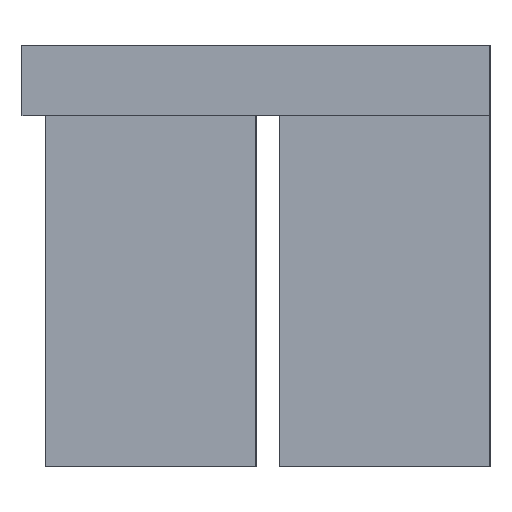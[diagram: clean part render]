
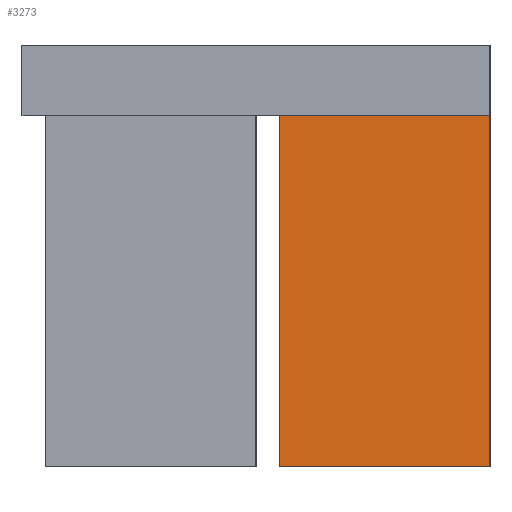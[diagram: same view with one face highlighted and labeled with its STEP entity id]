
A CAD part, left-side view. The second image highlights one B-rep face of the part: STEP entity #3273.
In plain terms, the highlighted planar face has unit normal (-1, 0, 0).
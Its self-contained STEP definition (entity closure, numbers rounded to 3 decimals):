
#180=PLANE('',#3535);
#317=FACE_OUTER_BOUND('',#500,.T.);
#500=EDGE_LOOP('',(#2376,#2377,#2378,#2379));
#795=LINE('',#4784,#1152);
#796=LINE('',#4787,#1153);
#797=LINE('',#4789,#1154);
#798=LINE('',#4790,#1155);
#1152=VECTOR('',#3865,10.);
#1153=VECTOR('',#3868,10.);
#1154=VECTOR('',#3869,10.);
#1155=VECTOR('',#3870,10.);
#1594=VERTEX_POINT('',#4778);
#1596=VERTEX_POINT('',#4782);
#1597=VERTEX_POINT('',#4786);
#1598=VERTEX_POINT('',#4788);
#1903=EDGE_CURVE('',#1594,#1596,#795,.T.);
#1904=EDGE_CURVE('',#1594,#1597,#796,.T.);
#1905=EDGE_CURVE('',#1598,#1596,#797,.T.);
#1906=EDGE_CURVE('',#1597,#1598,#798,.T.);
#2376=ORIENTED_EDGE('',*,*,#1904,.F.);
#2377=ORIENTED_EDGE('',*,*,#1903,.T.);
#2378=ORIENTED_EDGE('',*,*,#1905,.F.);
#2379=ORIENTED_EDGE('',*,*,#1906,.F.);
#3273=ADVANCED_FACE('',(#317),#180,.T.);
#3535=AXIS2_PLACEMENT_3D('',#4785,#3866,#3867);
#3865=DIRECTION('',(0.,0.,-1.));
#3866=DIRECTION('center_axis',(-1.,0.,0.));
#3867=DIRECTION('ref_axis',(0.,1.,0.));
#3868=DIRECTION('',(0.,-1.,0.));
#3869=DIRECTION('',(0.,1.,0.));
#3870=DIRECTION('',(0.,0.,-1.));
#4778=CARTESIAN_POINT('',(-210.,28.,0.));
#4782=CARTESIAN_POINT('',(-210.,28.,-30.));
#4784=CARTESIAN_POINT('',(-210.,28.,0.));
#4785=CARTESIAN_POINT('Origin',(-210.,10.,0.));
#4786=CARTESIAN_POINT('',(-210.,10.,0.));
#4787=CARTESIAN_POINT('',(-210.,28.,0.));
#4788=CARTESIAN_POINT('',(-210.,10.,-30.));
#4789=CARTESIAN_POINT('',(-210.,28.,-30.));
#4790=CARTESIAN_POINT('',(-210.,10.,0.));
